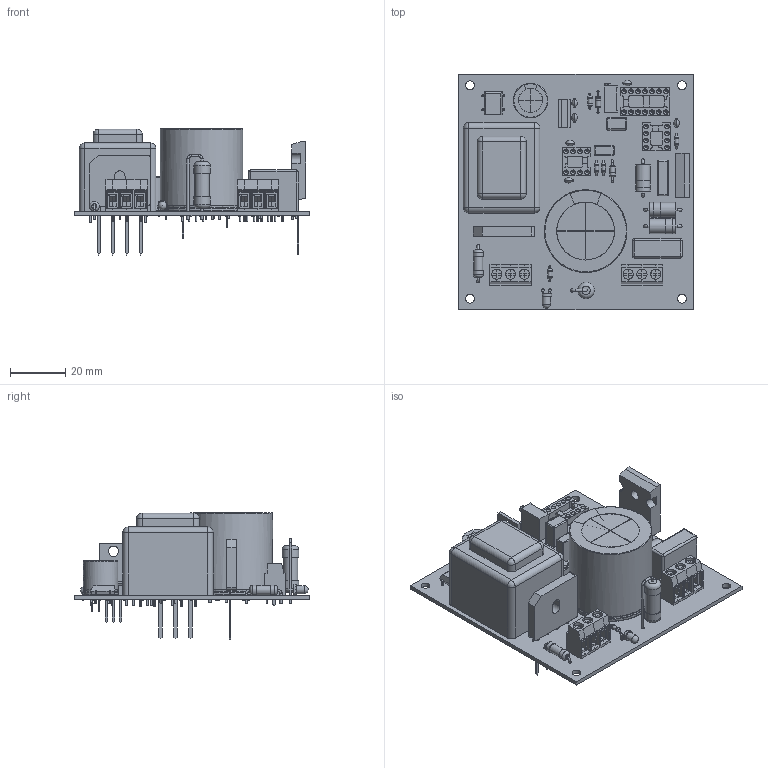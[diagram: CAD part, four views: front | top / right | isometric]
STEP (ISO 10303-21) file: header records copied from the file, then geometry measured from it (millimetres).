
FILE_DESCRIPTION(('KiCad electronic assembly'),'2;1');
FILE_NAME('MMS_SSTC.step','2025-08-01T15:06:13',('Pcbnew'),('Kicad'), 'Open CASCADE STEP processor 7.5','KiCad to STEP converter','Unknown' );
FILE_SCHEMA(('AUTOMOTIVE_DESIGN { 1 0 10303 214 1 1 1 1 }'));
Length unit declared in the file: millimetre
Products named in the file (27): MMS_SSTC 1; TO-247-3_Vertical; C_Disc_D3.0mm_W2.0mm_P2.50mm; DIP-14_W7.62mm_Socket; R_Axial_DIN0204_L3.6mm_D1.6mm_P5.08mm_Horizontal; 691137710003; MRT12P5_SX; MRT12P5_CNT; MRT12P5_DX; Potentiometer_Bourns_3296X_Horizontal; D_DO-27_P12.70mm_Horizontal; LED_D3.0mm_Horizontal_O1.27mm_Z2.0mm; C_Rect_L7.2mm_W4.5mm_P5.00mm_FKS2_FKP2_MKS2_MKP2; D_DO-35_SOD27_P7.62mm_Horizontal; R_Axial_DIN0411_L9.9mm_D3.6mm_P12.70mm_Horizontal; transformer; DIP-8_W7.62mm_Socket; TO-220-3_Vertical; Diode_Bridge_DIP-4_W7.62mm_P5.08mm; C_Rect_L13.0mm_W4.0mm_P10.00mm_FKS3_FKP3_MKS4; R_Axial_DIN0617_L17.0mm_D6.0mm_P5.08mm_Vertical; CP_Radial_D12.5mm_P5.00mm; C_Rect_L18.0mm_W7.0mm_P15.00mm_FKS3_FKP3; Diode_Bridge_Vishay_GBU; CP_Radial_D30.0mm_P10.00mm_SnapIn; C_Rect_L7.2mm_W3.5mm_P5.00mm_FKS2_FKP2_MKS2_MKP2; MMS_SSTC_PCB
Assembly tree (41 placements, depth 3):
  MMS_SSTC 1
    TO-247-3_Vertical
    C_Disc_D3.0mm_W2.0mm_P2.50mm  x6
    DIP-14_W7.62mm_Socket
    R_Axial_DIN0204_L3.6mm_D1.6mm_P5.08mm_Horizontal  x5
    691137710003  x2
      MRT12P5_SX
      MRT12P5_CNT
      MRT12P5_DX
    Potentiometer_Bourns_3296X_Horizontal
    D_DO-27_P12.70mm_Horizontal  x3
    LED_D3.0mm_Horizontal_O1.27mm_Z2.0mm
    C_Rect_L7.2mm_W4.5mm_P5.00mm_FKS2_FKP2_MKS2_MKP2
    D_DO-35_SOD27_P7.62mm_Horizontal  x2
    R_Axial_DIN0411_L9.9mm_D3.6mm_P12.70mm_Horizontal
    transformer
    DIP-8_W7.62mm_Socket  x2
    TO-220-3_Vertical
    Diode_Bridge_DIP-4_W7.62mm_P5.08mm
    C_Rect_L13.0mm_W4.0mm_P10.00mm_FKS3_FKP3_MKS4
    R_Axial_DIN0617_L17.0mm_D6.0mm_P5.08mm_Vertical
    CP_Radial_D12.5mm_P5.00mm
    C_Rect_L18.0mm_W7.0mm_P15.00mm_FKS3_FKP3
    Diode_Bridge_Vishay_GBU
    CP_Radial_D30.0mm_P10.00mm_SnapIn
    C_Rect_L7.2mm_W3.5mm_P5.00mm_FKS2_FKP2_MKS2_MKP2
    MMS_SSTC_PCB
Bounding box: 85 x 85.5 x 46 mm (x, y, z)
Volume: 68476.9 mm3; surface area: 39635.6 mm2
Topology: 44 solids, 47 shells, 2041 faces, 5147 edges, 3328 vertices
Faces by surface type: plane 1189, cylinder 645, cone 90, torus 46, sphere 37, revolution 22, bspline 12
Full cylindrical faces by diameter (mm): 0.5 x32, 0.508 x60, 0.51 x3, 0.7 x12, 0.8 x65, 0.9 x18, 1 x2, 1.1 x3, 1.2 x18, 1.3 x6, 1.44 x5, 1.5 x3, 1.524 x30, 1.6 x14, 1.7 x2, 1.724 x30, 2 x6, 2.02 x2, 2.19 x1, 3 x1, 3.2 x4, 3.24 x1, 3.6 x2, 3.61 x1, 3.735 x1, 5.33 x6, 5.35 x3, 5.4 x1, 6 x2, 7.19 x1
Entity records: 41384 total; most frequent: CARTESIAN_POINT 9341, DIRECTION 6693, ORIENTED_EDGE 6260, EDGE_CURVE 3130, AXIS2_PLACEMENT_3D 2351, VERTEX_POINT 2042, LINE 1979, VECTOR 1979
